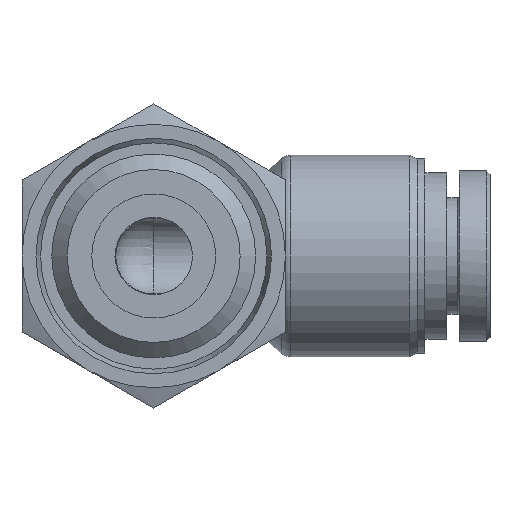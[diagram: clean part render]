
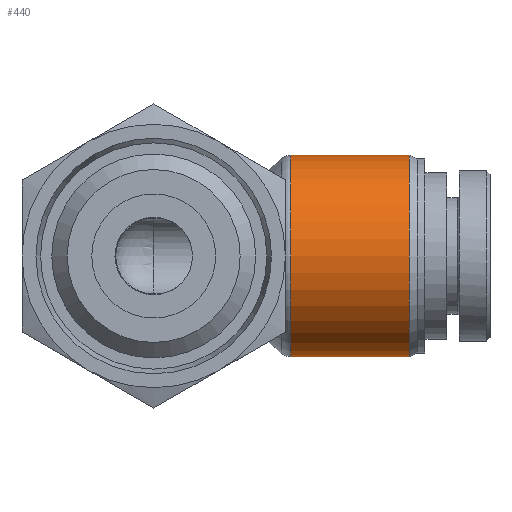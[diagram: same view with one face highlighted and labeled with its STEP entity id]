
A CAD part, front view. The second image highlights one B-rep face of the part: STEP entity #440.
In plain terms, the highlighted cylindrical face has radius 6.5 mm (diameter 13 mm), a full revolution.
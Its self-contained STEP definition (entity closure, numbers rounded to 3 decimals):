
#409=CARTESIAN_POINT('',(8.851,6.5,0.));
#410=VERTEX_POINT('',#409);
#411=CARTESIAN_POINT('',(8.851,0.,0.0));
#412=DIRECTION('',(-1.0,0.0,0.0));
#413=DIRECTION('',(0.0,-1.0,0.0));
#414=AXIS2_PLACEMENT_3D('',#411,#412,#413);
#415=CIRCLE('',#414,6.5);
#416=EDGE_CURVE('',#410,#410,#415,.T.);
#421=CARTESIAN_POINT('',(12.5,0.,0.0));
#422=DIRECTION('',(1.0,0.0,0.0));
#423=DIRECTION('',(0.0,1.0,0.0));
#424=AXIS2_PLACEMENT_3D('',#421,#422,#423);
#425=CYLINDRICAL_SURFACE('',#424,6.5);
#426=CARTESIAN_POINT('',(16.5,6.5,0.0));
#427=VERTEX_POINT('',#426);
#428=CARTESIAN_POINT('',(16.5,0.,0.0));
#429=DIRECTION('',(1.0,0.0,0.0));
#430=DIRECTION('',(0.0,1.0,0.0));
#431=AXIS2_PLACEMENT_3D('',#428,#429,#430);
#432=CIRCLE('',#431,6.5);
#433=EDGE_CURVE('',#427,#427,#432,.T.);
#434=ORIENTED_EDGE('',*,*,#433,.F.);
#435=EDGE_LOOP('',(#434));
#436=FACE_OUTER_BOUND('',#435,.T.);
#437=ORIENTED_EDGE('',*,*,#416,.F.);
#438=EDGE_LOOP('',(#437));
#439=FACE_BOUND('',#438,.T.);
#440=ADVANCED_FACE('',(#436,#439),#425,.T.);
